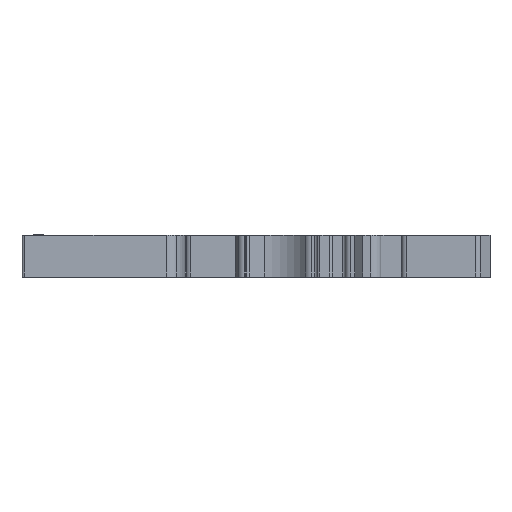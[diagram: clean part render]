
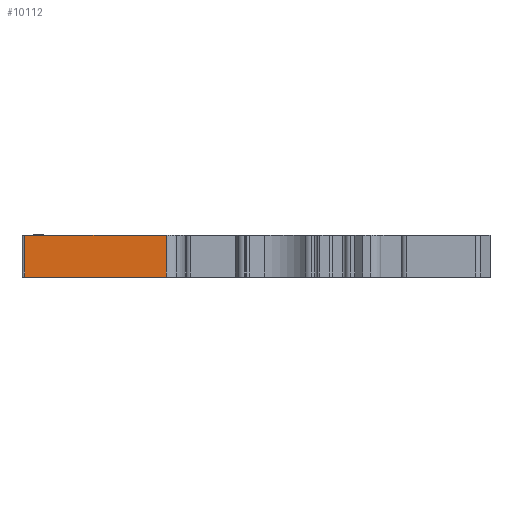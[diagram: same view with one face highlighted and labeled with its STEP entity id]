
A CAD part, front view. The second image highlights one B-rep face of the part: STEP entity #10112.
In plain terms, the highlighted planar face has unit normal (0, -1, 0).
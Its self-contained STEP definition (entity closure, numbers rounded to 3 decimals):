
#667=LINE('',#14205,#1509);
#668=LINE('',#14209,#1510);
#669=LINE('',#14211,#1511);
#670=LINE('',#14213,#1512);
#1509=VECTOR('',#11992,1000.);
#1510=VECTOR('',#11997,1000.);
#1511=VECTOR('',#11998,1000.);
#1512=VECTOR('',#11999,1000.);
#2938=ORIENTED_EDGE('',*,*,#4633,.F.);
#2939=ORIENTED_EDGE('',*,*,#4634,.F.);
#2940=ORIENTED_EDGE('',*,*,#4635,.T.);
#2941=ORIENTED_EDGE('',*,*,#4631,.T.);
#4631=EDGE_CURVE('',#5536,#5535,#667,.T.);
#4633=EDGE_CURVE('',#5537,#5535,#668,.T.);
#4634=EDGE_CURVE('',#5538,#5537,#669,.T.);
#4635=EDGE_CURVE('',#5538,#5536,#670,.T.);
#5535=VERTEX_POINT('',#14204);
#5536=VERTEX_POINT('',#14206);
#5537=VERTEX_POINT('',#14210);
#5538=VERTEX_POINT('',#14212);
#6267=EDGE_LOOP('',(#2938,#2939,#2940,#2941));
#6694=FACE_BOUND('',#6267,.T.);
#7055=PLANE('',#10603);
#10112=ADVANCED_FACE('',(#6694),#7055,.T.);
#10603=AXIS2_PLACEMENT_3D('',#14208,#11995,#11996);
#11992=DIRECTION('',(0.,0.,-1.));
#11995=DIRECTION('',(0.,-1.,0.));
#11996=DIRECTION('',(1.,0.,0.));
#11997=DIRECTION('',(-1.,0.,0.));
#11998=DIRECTION('',(0.,0.,-1.));
#11999=DIRECTION('',(-1.,0.,0.));
#14204=CARTESIAN_POINT('',(-42.802,-6.45,-4.05));
#14205=CARTESIAN_POINT('',(-42.802,-6.45,4.05));
#14206=CARTESIAN_POINT('',(-42.802,-6.45,4.05));
#14208=CARTESIAN_POINT('',(-15.433,-6.45,4.05));
#14209=CARTESIAN_POINT('',(0.,-6.45,-4.05));
#14210=CARTESIAN_POINT('',(-15.433,-6.45,-4.05));
#14211=CARTESIAN_POINT('',(-15.433,-6.45,4.05));
#14212=CARTESIAN_POINT('',(-15.433,-6.45,4.05));
#14213=CARTESIAN_POINT('',(-15.05,-6.45,4.05));
